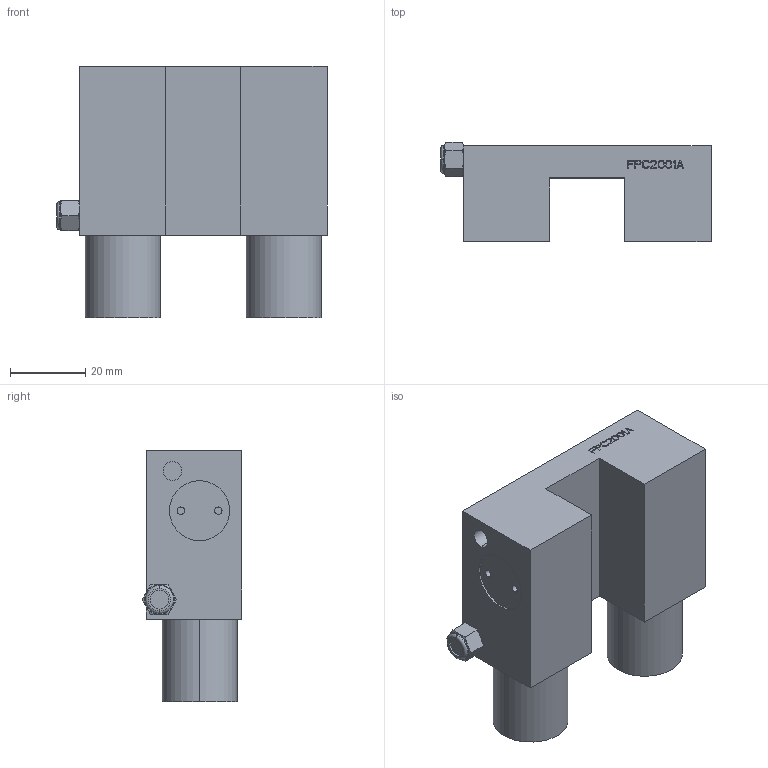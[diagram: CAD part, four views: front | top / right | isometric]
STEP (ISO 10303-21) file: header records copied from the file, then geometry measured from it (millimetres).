
FILE_DESCRIPTION((''),'2;1');
FILE_NAME('FPC2001A','2023-06-25T20:34:32',('lx'),(''),'CREO PARAMETRIC BY PTC INC, 2018100','CREO PARAMETRIC BY PTC INC, 2018100','');
FILE_SCHEMA(('CONFIG_CONTROL_DESIGN'));
Length unit declared in the file: millimetre
Products named in the file (1): FPC2001A
Bounding box: 72 x 26.62 x 67 mm (x, y, z)
Volume: 68253 mm3; surface area: 18383.6 mm2
Topology: 1 solids, 4 shells, 323 faces, 845 edges, 558 vertices
Faces by surface type: plane 261, cylinder 42, cone 16, torus 2, sphere 2
Entity records: 9894 total; most frequent: CARTESIAN_POINT 1838, ORIENTED_EDGE 1686, DIRECTION 1580, EDGE_CURVE 843, VECTOR 704, LINE 704, VERTEX_POINT 558, AXIS2_PLACEMENT_3D 438
